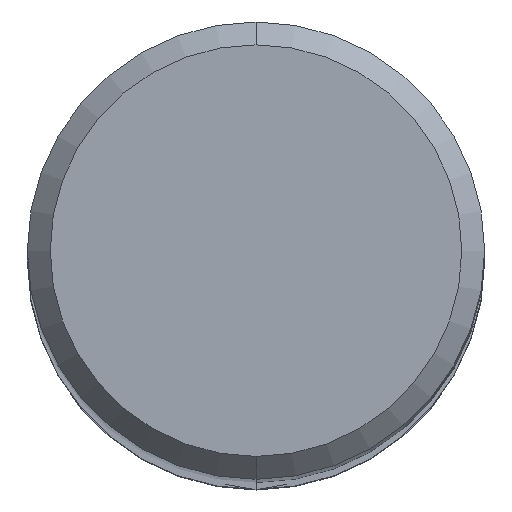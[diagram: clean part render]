
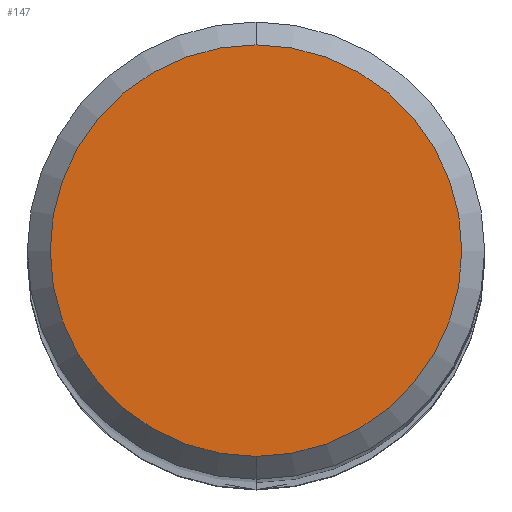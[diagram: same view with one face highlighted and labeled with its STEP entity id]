
A CAD part, top view. The second image highlights one B-rep face of the part: STEP entity #147.
In plain terms, the highlighted planar face has unit normal (0, 0, 1).
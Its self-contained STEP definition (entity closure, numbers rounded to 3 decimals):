
#141=EDGE_CURVE('',#187,#179,#376,.T.);
#147=ADVANCED_FACE('',(#384),#385,.T.);
#179=VERTEX_POINT('',#422);
#187=VERTEX_POINT('',#432);
#227=EDGE_CURVE('',#179,#187,#479,.T.);
#376=CIRCLE('',#634,4.5);
#384=FACE_OUTER_BOUND('',#644,.T.);
#385=PLANE('',#645);
#422=CARTESIAN_POINT('',(0.0,4.5,0.0));
#432=CARTESIAN_POINT('',(0.,-4.5,0.0));
#479=CIRCLE('',#758,4.5);
#634=AXIS2_PLACEMENT_3D('',#945,#946,#947);
#644=EDGE_LOOP('',(#958,#959));
#645=AXIS2_PLACEMENT_3D('',#960,#961,#962);
#758=AXIS2_PLACEMENT_3D('',#1092,#1093,#1094);
#945=CARTESIAN_POINT('',(0.0,0.0,0.0));
#946=DIRECTION('',(0.0,0.0,-1.0));
#947=DIRECTION('',(0.0,1.0,0.0));
#958=ORIENTED_EDGE('',*,*,#227,.F.);
#959=ORIENTED_EDGE('',*,*,#141,.F.);
#960=CARTESIAN_POINT('',(0.0,2.25,0.0));
#961=DIRECTION('',(-0.0,0.0,1.0));
#962=DIRECTION('',(0.0,-1.0,0.0));
#1092=CARTESIAN_POINT('',(0.0,0.0,0.0));
#1093=DIRECTION('',(0.0,0.0,-1.0));
#1094=DIRECTION('',(0.0,1.0,0.0));
